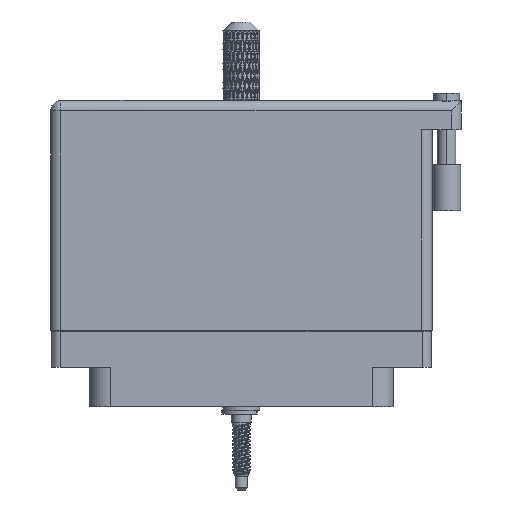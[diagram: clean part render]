
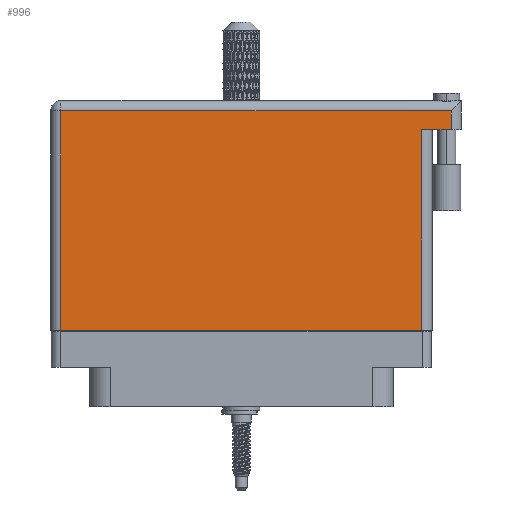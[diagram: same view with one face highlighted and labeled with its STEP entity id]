
A CAD part, front view. The second image highlights one B-rep face of the part: STEP entity #996.
In plain terms, the highlighted face is planar.
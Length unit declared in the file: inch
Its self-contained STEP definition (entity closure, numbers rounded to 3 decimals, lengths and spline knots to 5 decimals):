
#206 = LINE ( 'NONE', #76338, #59764 ) ;
#996 = ADVANCED_FACE ( 'NONE', ( #74809 ), #6366, .F. ) ;
#5750 = CARTESIAN_POINT ( 'NONE',  ( -1.23, -0.1, 0.4495 ) ) ;
#6142 = DIRECTION ( 'NONE',  ( 0., -1., 0. ) ) ;
#6366 = PLANE ( 'NONE',  #65830 ) ;
#7149 = EDGE_CURVE ( 'NONE', #58417, #42428, #88728, .T. ) ;
#11959 = EDGE_CURVE ( 'NONE', #17199, #60152, #206, .T. ) ;
#12554 = EDGE_CURVE ( 'NONE', #60152, #58417, #116280, .T. ) ;
#17002 = CARTESIAN_POINT ( 'NONE',  ( 1.23, 1.269, 0.4495 ) ) ;
#17199 = VERTEX_POINT ( 'NONE', #94284 ) ;
#18062 = CARTESIAN_POINT ( 'NONE',  ( -1.3, -0.1, 0.4495 ) ) ;
#22357 = EDGE_CURVE ( 'NONE', #17199, #99293, #89030, .T. ) ;
#23953 = EDGE_CURVE ( 'NONE', #38950, #99293, #29021, .T. ) ;
#24977 = VECTOR ( 'NONE', #6142, 39.37008 ) ;
#26696 = ORIENTED_EDGE ( 'NONE', *, *, #22357, .F. ) ;
#29021 = LINE ( 'NONE', #17002, #78641 ) ;
#30501 = CARTESIAN_POINT ( 'NONE',  ( 1.23, -0.1, 0.4495 ) ) ;
#37205 = ORIENTED_EDGE ( 'NONE', *, *, #12554, .T. ) ;
#38950 = VERTEX_POINT ( 'NONE', #30501 ) ;
#40496 = ORIENTED_EDGE ( 'NONE', *, *, #23953, .T. ) ;
#40583 = LINE ( 'NONE', #18062, #109963 ) ;
#42428 = VERTEX_POINT ( 'NONE', #50611 ) ;
#50611 = CARTESIAN_POINT ( 'NONE',  ( -1.23, -0.1, 0.4495 ) ) ;
#52451 = ORIENTED_EDGE ( 'NONE', *, *, #7149, .T. ) ;
#58417 = VERTEX_POINT ( 'NONE', #103807 ) ;
#59764 = VECTOR ( 'NONE', #96767, 39.37008 ) ;
#60152 = VERTEX_POINT ( 'NONE', #77167 ) ;
#60604 = DIRECTION ( 'NONE',  ( 0., 0., -1. ) ) ;
#65830 = AXIS2_PLACEMENT_3D ( 'NONE', #95464, #60604, #104918 ) ;
#69252 = VECTOR ( 'NONE', #100107, 39.37008 ) ;
#74809 = FACE_OUTER_BOUND ( 'NONE', #107831, .T. ) ;
#76338 = CARTESIAN_POINT ( 'NONE',  ( 1.43, 1.466, 0.4495 ) ) ;
#77167 = CARTESIAN_POINT ( 'NONE',  ( 1.43, 1.396, 0.4495 ) ) ;
#78641 = VECTOR ( 'NONE', #81524, 39.37008 ) ;
#78840 = DIRECTION ( 'NONE',  ( -1., 0., 0. ) ) ;
#81524 = DIRECTION ( 'NONE',  ( 0., 1., 0. ) ) ;
#87070 = CARTESIAN_POINT ( 'NONE',  ( -1.3, 1.396, 0.4495 ) ) ;
#87883 = CARTESIAN_POINT ( 'NONE',  ( 1.23, 1.269, 0.4495 ) ) ;
#88728 = LINE ( 'NONE', #5750, #24977 ) ;
#89030 = LINE ( 'NONE', #89527, #69252 ) ;
#89527 = CARTESIAN_POINT ( 'NONE',  ( 1.5, 1.269, 0.4495 ) ) ;
#92271 = VECTOR ( 'NONE', #78840, 39.37008 ) ;
#94284 = CARTESIAN_POINT ( 'NONE',  ( 1.43, 1.269, 0.4495 ) ) ;
#95464 = CARTESIAN_POINT ( 'NONE',  ( -1.3, 1.466, 0.4495 ) ) ;
#95561 = ORIENTED_EDGE ( 'NONE', *, *, #11959, .T. ) ;
#96767 = DIRECTION ( 'NONE',  ( 0., 1., 0. ) ) ;
#99293 = VERTEX_POINT ( 'NONE', #87883 ) ;
#100107 = DIRECTION ( 'NONE',  ( -1., 0., 0. ) ) ;
#103807 = CARTESIAN_POINT ( 'NONE',  ( -1.23, 1.396, 0.4495 ) ) ;
#104918 = DIRECTION ( 'NONE',  ( -1., 0., 0. ) ) ;
#107395 = EDGE_CURVE ( 'NONE', #42428, #38950, #40583, .T. ) ;
#107831 = EDGE_LOOP ( 'NONE', ( #117425, #40496, #26696, #95561, #37205, #52451 ) ) ;
#108642 = DIRECTION ( 'NONE',  ( 1., 0., 0. ) ) ;
#109963 = VECTOR ( 'NONE', #108642, 39.37008 ) ;
#116280 = LINE ( 'NONE', #87070, #92271 ) ;
#117425 = ORIENTED_EDGE ( 'NONE', *, *, #107395, .T. ) ;
